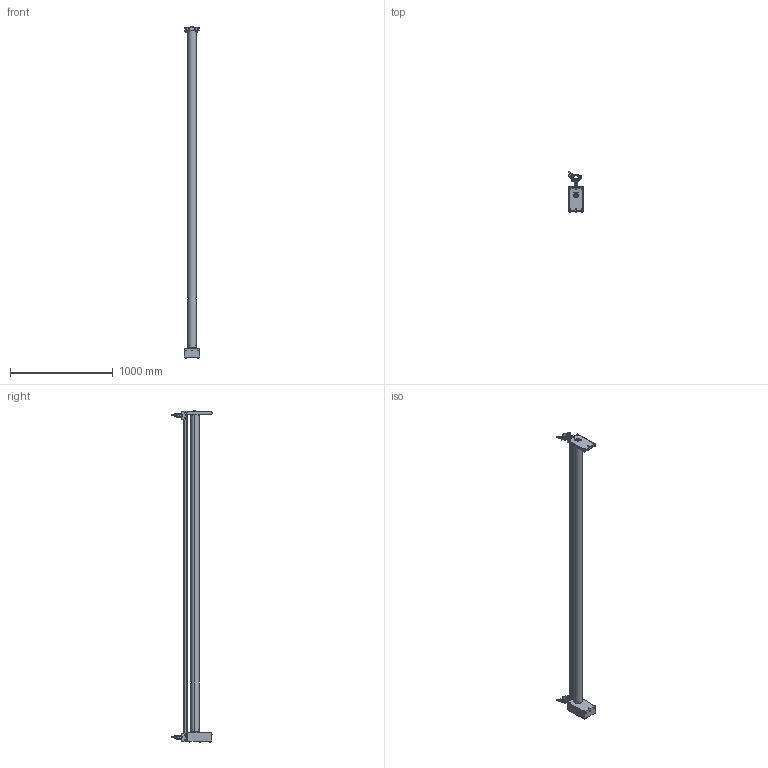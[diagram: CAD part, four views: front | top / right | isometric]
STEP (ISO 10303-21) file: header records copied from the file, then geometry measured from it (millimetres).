
FILE_DESCRIPTION (( 'STEP AP214' ), '1' );
FILE_NAME ('289_Assembly Model PART.STEP', '2020-03-31T14:13:18', ( '' ), ( '' ), 'SwSTEP 2.0', 'SolidWorks 2019', '' );
FILE_SCHEMA (( 'AUTOMOTIVE_DESIGN' ));
Length unit declared in the file: millimetre
Products named in the file (1): 289_Assembly Model PART
Bounding box: 150.28 x 393.6 x 3236.8 mm (x, y, z)
Surface area: 2234086.5 mm2 (no closed solid volume)
Topology: 0 solids, 107 shells, 612 faces, 2214 edges, 1642 vertices
Faces by surface type: plane 319, cylinder 183, bspline 54, cone 34, torus 22
Entity records: 35097 total; most frequent: CARTESIAN_POINT 9889, DIRECTION 3791, ORIENTED_EDGE 3297, EDGE_CURVE 2200, VERTEX_POINT 1642, VECTOR 1311, LINE 1311, AXIS2_PLACEMENT_3D 1240
